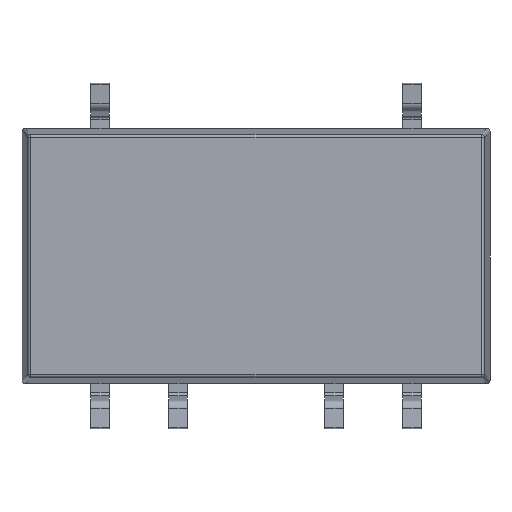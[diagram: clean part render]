
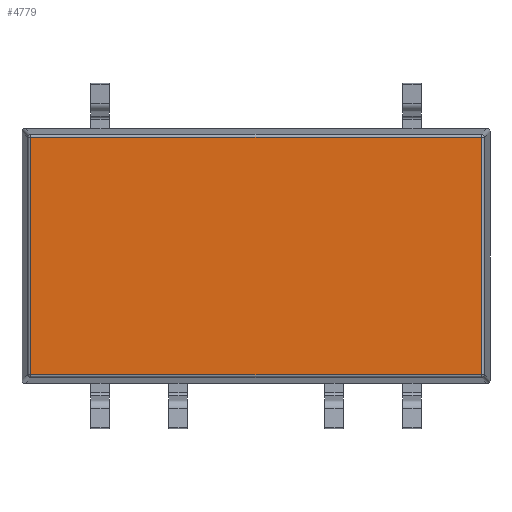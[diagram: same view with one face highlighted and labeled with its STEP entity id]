
A CAD part, front view. The second image highlights one B-rep face of the part: STEP entity #4779.
In plain terms, the highlighted planar face has unit normal (0, -1, 0).
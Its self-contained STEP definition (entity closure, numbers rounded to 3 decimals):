
#184 = DIRECTION ( 'NONE',  ( -1., 0., 0. ) ) ;
#382 = VECTOR ( 'NONE', #2249, 1000. ) ;
#419 = CARTESIAN_POINT ( 'NONE',  ( 0., 0.25, -3.862 ) ) ;
#573 = LINE ( 'NONE', #2474, #4113 ) ;
#629 = VECTOR ( 'NONE', #2062, 1000. ) ;
#640 = PLANE ( 'NONE',  #804 ) ;
#804 = AXIS2_PLACEMENT_3D ( 'NONE', #1096, #2230, #4462 ) ;
#1073 = FACE_OUTER_BOUND ( 'NONE', #2412, .T. ) ;
#1096 = CARTESIAN_POINT ( 'NONE',  ( 0., 0.25, 0. ) ) ;
#1291 = LINE ( 'NONE', #2107, #629 ) ;
#1583 = VERTEX_POINT ( 'NONE', #3427 ) ;
#1891 = EDGE_CURVE ( 'NONE', #2676, #1583, #573, .T. ) ;
#1913 = VECTOR ( 'NONE', #2315, 1000. ) ;
#1994 = ORIENTED_EDGE ( 'NONE', *, *, #3620, .T. ) ;
#2062 = DIRECTION ( 'NONE',  ( 0., 0., 1. ) ) ;
#2107 = CARTESIAN_POINT ( 'NONE',  ( 7.332, 0.25, 0. ) ) ;
#2163 = LINE ( 'NONE', #419, #1913 ) ;
#2230 = DIRECTION ( 'NONE',  ( 0., -1., 0. ) ) ;
#2249 = DIRECTION ( 'NONE',  ( 0., 0., -1. ) ) ;
#2315 = DIRECTION ( 'NONE',  ( 1., 0., 0. ) ) ;
#2382 = CARTESIAN_POINT ( 'NONE',  ( -7.332, 0.25, -3.862 ) ) ;
#2412 = EDGE_LOOP ( 'NONE', ( #3182, #4762, #1994, #2468 ) ) ;
#2468 = ORIENTED_EDGE ( 'NONE', *, *, #1891, .T. ) ;
#2474 = CARTESIAN_POINT ( 'NONE',  ( 0., 0.25, 3.862 ) ) ;
#2676 = VERTEX_POINT ( 'NONE', #4707 ) ;
#3182 = ORIENTED_EDGE ( 'NONE', *, *, #3820, .T. ) ;
#3385 = EDGE_CURVE ( 'NONE', #3448, #3410, #2163, .T. ) ;
#3406 = CARTESIAN_POINT ( 'NONE',  ( -7.332, 0.25, 0. ) ) ;
#3410 = VERTEX_POINT ( 'NONE', #4653 ) ;
#3427 = CARTESIAN_POINT ( 'NONE',  ( -7.332, 0.25, 3.862 ) ) ;
#3448 = VERTEX_POINT ( 'NONE', #2382 ) ;
#3620 = EDGE_CURVE ( 'NONE', #3410, #2676, #1291, .T. ) ;
#3684 = LINE ( 'NONE', #3406, #382 ) ;
#3820 = EDGE_CURVE ( 'NONE', #1583, #3448, #3684, .T. ) ;
#4113 = VECTOR ( 'NONE', #184, 1000. ) ;
#4462 = DIRECTION ( 'NONE',  ( 0., 0., -1. ) ) ;
#4653 = CARTESIAN_POINT ( 'NONE',  ( 7.332, 0.25, -3.862 ) ) ;
#4707 = CARTESIAN_POINT ( 'NONE',  ( 7.332, 0.25, 3.862 ) ) ;
#4762 = ORIENTED_EDGE ( 'NONE', *, *, #3385, .T. ) ;
#4779 = ADVANCED_FACE ( 'NONE', ( #1073 ), #640, .T. ) ;
